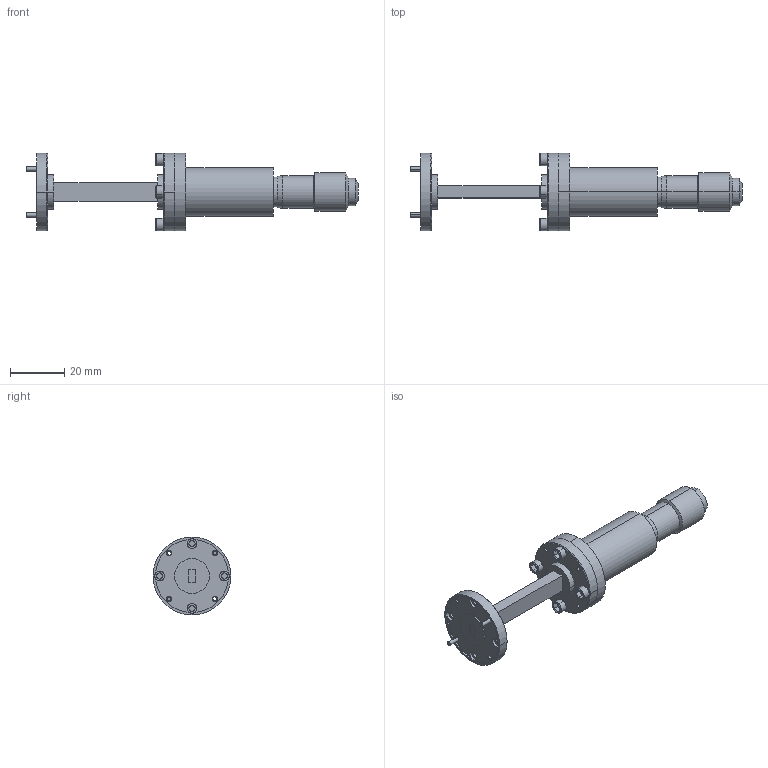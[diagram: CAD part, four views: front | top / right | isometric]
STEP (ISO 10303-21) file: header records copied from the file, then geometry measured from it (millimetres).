
FILE_DESCRIPTION (( 'STEP AP214' ), '1' );
FILE_NAME ('WL-UT-A.STEP', '2023-01-26T01:28:00', ( '' ), ( '' ), 'SwSTEP 2.0', 'SolidWorks 2021', '' );
FILE_SCHEMA (( 'AUTOMOTIVE_DESIGN' ));
Length unit declared in the file: inch
Products named in the file (1): WL-UT-A
Bounding box: 121.96 x 28.57 x 28.57 mm (x, y, z)
Volume: 20806.2 mm3; surface area: 10183.8 mm2
Topology: 8 solids, 8 shells, 300 faces, 680 edges, 424 vertices
Faces by surface type: cylinder 156, plane 84, cone 52, torus 8
Entity records: 12544 total; most frequent: DIRECTION 1602, CARTESIAN_POINT 1477, ORIENTED_EDGE 1360, EDGE_CURVE 680, AXIS2_PLACEMENT_3D 645, VERTEX_POINT 424, EDGE_LOOP 376, CIRCLE 344
